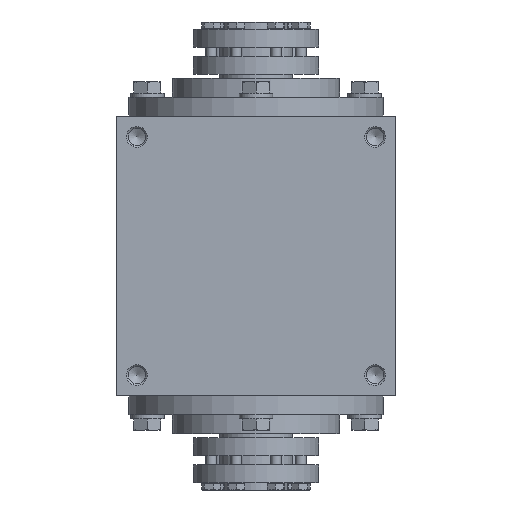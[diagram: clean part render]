
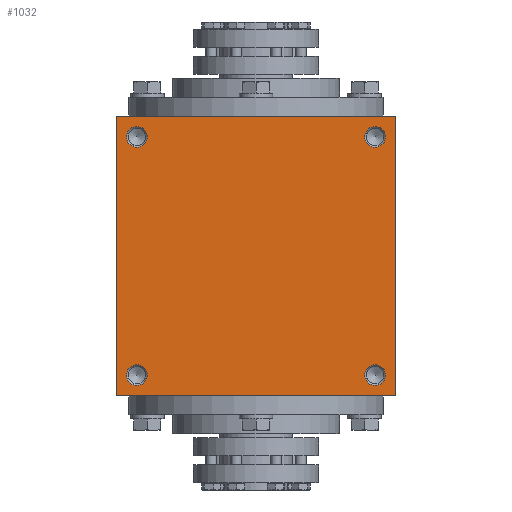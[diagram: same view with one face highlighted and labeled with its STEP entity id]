
A CAD part, left-side view. The second image highlights one B-rep face of the part: STEP entity #1032.
In plain terms, the highlighted face is planar.
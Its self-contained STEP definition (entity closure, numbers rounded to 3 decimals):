
#1032 = ADVANCED_FACE( '', ( #2142, #2143, #2144, #2145, #2146 ), #2147, .F. );
#2142 = FACE_BOUND( '', #3199, .T. );
#2143 = FACE_BOUND( '', #3200, .T. );
#2144 = FACE_BOUND( '', #3201, .T. );
#2145 = FACE_BOUND( '', #3202, .T. );
#2146 = FACE_OUTER_BOUND( '', #3203, .T. );
#2147 = PLANE( '', #3204 );
#3199 = EDGE_LOOP( '', ( #5323 ) );
#3200 = EDGE_LOOP( '', ( #5324 ) );
#3201 = EDGE_LOOP( '', ( #5325 ) );
#3202 = EDGE_LOOP( '', ( #5326 ) );
#3203 = EDGE_LOOP( '', ( #5327, #5328, #5329, #5330 ) );
#3204 = AXIS2_PLACEMENT_3D( '', #5331, #5332, #5333 );
#5323 = ORIENTED_EDGE( '', *, *, #5861, .F. );
#5324 = ORIENTED_EDGE( '', *, *, #5901, .T. );
#5325 = ORIENTED_EDGE( '', *, *, #5595, .F. );
#5326 = ORIENTED_EDGE( '', *, *, #5575, .T. );
#5327 = ORIENTED_EDGE( '', *, *, #6094, .F. );
#5328 = ORIENTED_EDGE( '', *, *, #6023, .F. );
#5329 = ORIENTED_EDGE( '', *, *, #5985, .F. );
#5330 = ORIENTED_EDGE( '', *, *, #5889, .F. );
#5331 = CARTESIAN_POINT( '', ( 0., 0., -67. ) );
#5332 = DIRECTION( '', ( 0., 0., 1. ) );
#5333 = DIRECTION( '', ( 1., 0., 0. ) );
#5575 = EDGE_CURVE( '', #6513, #6513, #6514, .T. );
#5595 = EDGE_CURVE( '', #6545, #6545, #6546, .T. );
#5861 = EDGE_CURVE( '', #6947, #6947, #6948, .T. );
#5889 = EDGE_CURVE( '', #6989, #6990, #6991, .T. );
#5901 = EDGE_CURVE( '', #7007, #7007, #7008, .T. );
#5985 = EDGE_CURVE( '', #6990, #7116, #7117, .T. );
#6023 = EDGE_CURVE( '', #7116, #7161, #7162, .T. );
#6094 = EDGE_CURVE( '', #7161, #6989, #7246, .T. );
#6513 = VERTEX_POINT( '', #7827 );
#6514 = CIRCLE( '', #7828, 5. );
#6545 = VERTEX_POINT( '', #7864 );
#6546 = CIRCLE( '', #7865, 5. );
#6947 = VERTEX_POINT( '', #8475 );
#6948 = CIRCLE( '', #8476, 5. );
#6989 = VERTEX_POINT( '', #8525 );
#6990 = VERTEX_POINT( '', #8526 );
#6991 = LINE( '', #8527, #8528 );
#7007 = VERTEX_POINT( '', #8556 );
#7008 = CIRCLE( '', #8557, 5. );
#7116 = VERTEX_POINT( '', #8737 );
#7117 = LINE( '', #8738, #8739 );
#7161 = VERTEX_POINT( '', #8808 );
#7162 = LINE( '', #8809, #8810 );
#7246 = LINE( '', #8947, #8948 );
#7827 = CARTESIAN_POINT( '', ( 62., -57., -67. ) );
#7828 = AXIS2_PLACEMENT_3D( '', #9411, #9412, #9413 );
#7864 = CARTESIAN_POINT( '', ( -62., -57., -67. ) );
#7865 = AXIS2_PLACEMENT_3D( '', #9446, #9447, #9448 );
#8475 = CARTESIAN_POINT( '', ( -62., 57., -67. ) );
#8476 = AXIS2_PLACEMENT_3D( '', #9787, #9788, #9789 );
#8525 = CARTESIAN_POINT( '', ( -67., -67., -67. ) );
#8526 = CARTESIAN_POINT( '', ( 67., -67., -67. ) );
#8527 = CARTESIAN_POINT( '', ( -67., -67., -67. ) );
#8528 = VECTOR( '', #9835, 1000. );
#8556 = CARTESIAN_POINT( '', ( 62., 57., -67. ) );
#8557 = AXIS2_PLACEMENT_3D( '', #9846, #9847, #9848 );
#8737 = CARTESIAN_POINT( '', ( 67., 67., -67. ) );
#8738 = CARTESIAN_POINT( '', ( 67., -67., -67. ) );
#8739 = VECTOR( '', #9942, 1000. );
#8808 = CARTESIAN_POINT( '', ( -67., 67., -67. ) );
#8809 = CARTESIAN_POINT( '', ( 67., 67., -67. ) );
#8810 = VECTOR( '', #9980, 1000. );
#8947 = CARTESIAN_POINT( '', ( -67., 67., -67. ) );
#8948 = VECTOR( '', #10034, 1000. );
#9411 = CARTESIAN_POINT( '', ( 57., -57., -67. ) );
#9412 = DIRECTION( '', ( 0., 0., 1. ) );
#9413 = DIRECTION( '', ( 1., 0., 0. ) );
#9446 = CARTESIAN_POINT( '', ( -57., -57., -67. ) );
#9447 = DIRECTION( '', ( 0., 0., -1. ) );
#9448 = DIRECTION( '', ( -1., 0., 0. ) );
#9787 = CARTESIAN_POINT( '', ( -57., 57., -67. ) );
#9788 = DIRECTION( '', ( 0., 0., -1. ) );
#9789 = DIRECTION( '', ( -1., 0., 0. ) );
#9835 = DIRECTION( '', ( 1., 0., 0. ) );
#9846 = CARTESIAN_POINT( '', ( 57., 57., -67. ) );
#9847 = DIRECTION( '', ( 0., 0., 1. ) );
#9848 = DIRECTION( '', ( 1., 0., 0. ) );
#9942 = DIRECTION( '', ( 0., 1., 0. ) );
#9980 = DIRECTION( '', ( -1., 0., 0. ) );
#10034 = DIRECTION( '', ( 0., -1., 0. ) );
